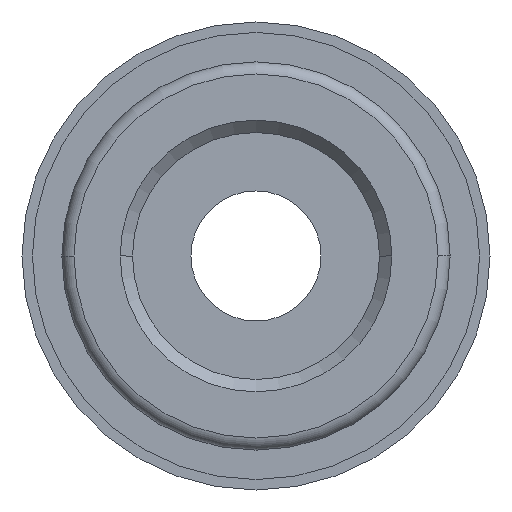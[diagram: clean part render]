
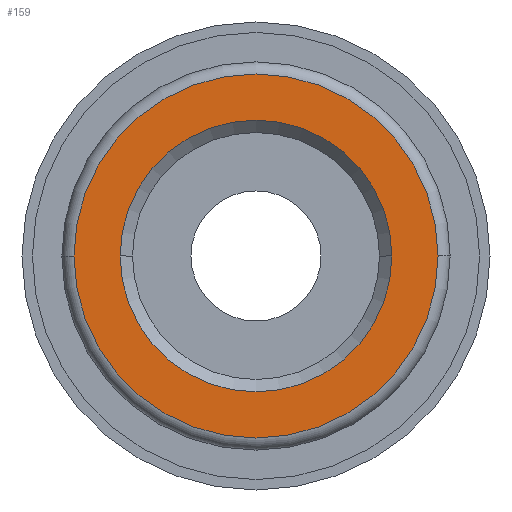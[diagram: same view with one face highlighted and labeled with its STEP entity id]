
A CAD part, front view. The second image highlights one B-rep face of the part: STEP entity #159.
In plain terms, the highlighted planar face has unit normal (0, -1, 0).
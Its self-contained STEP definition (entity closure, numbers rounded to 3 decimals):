
#159=ADVANCED_FACE('',(#359,#360),#361,.T.);
#359=FACE_BOUND('',#596,.T.);
#360=FACE_OUTER_BOUND('',#597,.T.);
#361=PLANE('',#598);
#596=EDGE_LOOP('',(#978,#979));
#597=EDGE_LOOP('',(#980,#981));
#598=AXIS2_PLACEMENT_3D('',#982,#983,#984);
#978=ORIENTED_EDGE('',*,*,#1424,.T.);
#979=ORIENTED_EDGE('',*,*,#1425,.T.);
#980=ORIENTED_EDGE('',*,*,#1356,.T.);
#981=ORIENTED_EDGE('',*,*,#1426,.T.);
#982=CARTESIAN_POINT('',(0.0,0.0,0.0));
#983=DIRECTION('',(0.0,-1.0,0.0));
#984=DIRECTION('',(-1.0,0.0,0.0));
#1356=EDGE_CURVE('',#1609,#1611,#1613,.T.);
#1424=EDGE_CURVE('',#1713,#1714,#1715,.T.);
#1425=EDGE_CURVE('',#1714,#1713,#1716,.T.);
#1426=EDGE_CURVE('',#1611,#1609,#1717,.T.);
#1609=VERTEX_POINT('',#1926);
#1611=VERTEX_POINT('',#1929);
#1613=CIRCLE('',#1932,7.0);
#1713=VERTEX_POINT('',#2050);
#1714=VERTEX_POINT('',#2051);
#1715=CIRCLE('',#2052,5.225);
#1716=CIRCLE('',#2053,5.225);
#1717=CIRCLE('',#2054,7.0);
#1926=CARTESIAN_POINT('',(7.0,0.0,0.0));
#1929=CARTESIAN_POINT('',(-7.0,0.0,0.));
#1932=AXIS2_PLACEMENT_3D('',#2274,#2275,#2276);
#2050=CARTESIAN_POINT('',(-5.225,0.0,0.));
#2051=CARTESIAN_POINT('',(5.225,0.0,0.));
#2052=AXIS2_PLACEMENT_3D('',#2388,#2389,#2390);
#2053=AXIS2_PLACEMENT_3D('',#2391,#2392,#2393);
#2054=AXIS2_PLACEMENT_3D('',#2394,#2395,#2396);
#2274=CARTESIAN_POINT('',(0.0,0.0,0.0));
#2275=DIRECTION('',(0.0,-1.0,0.0));
#2276=DIRECTION('',(1.0,0.0,0.0));
#2388=CARTESIAN_POINT('',(0.0,0.0,0.0));
#2389=DIRECTION('',(-0.0,1.0,0.0));
#2390=DIRECTION('',(1.0,0.0,0.0));
#2391=CARTESIAN_POINT('',(0.0,0.0,0.0));
#2392=DIRECTION('',(-0.0,1.0,0.0));
#2393=DIRECTION('',(1.0,0.0,0.0));
#2394=CARTESIAN_POINT('',(0.0,0.0,0.0));
#2395=DIRECTION('',(0.0,-1.0,0.0));
#2396=DIRECTION('',(1.0,0.0,0.0));
